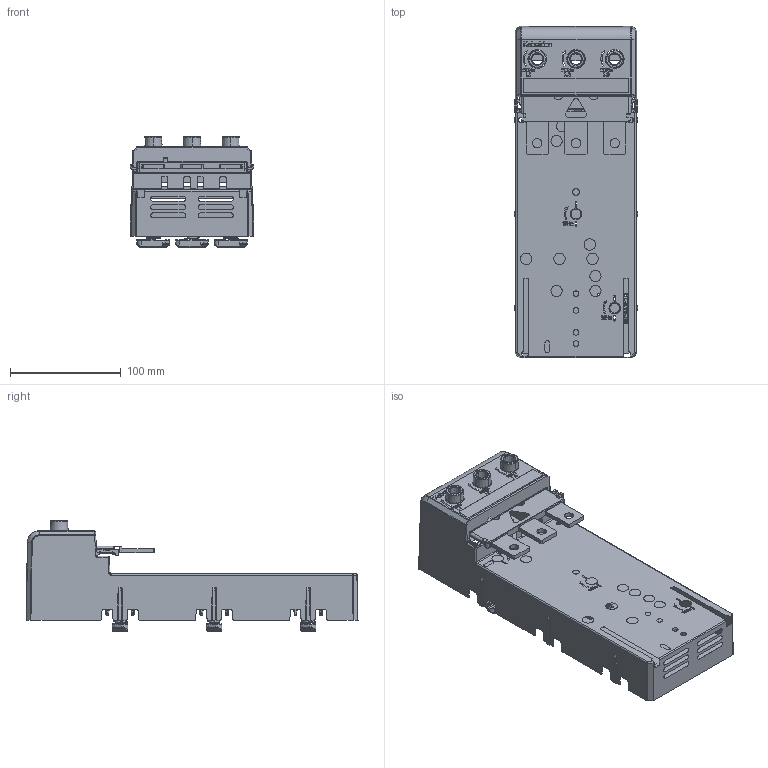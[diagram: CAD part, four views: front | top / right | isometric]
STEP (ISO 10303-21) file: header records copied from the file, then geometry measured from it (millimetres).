
FILE_DESCRIPTION (( 'STEP AP203' ), '1' );
FILE_NAME ('APXT_3_Dummy_Surface.STEP', '2017-03-17T14:43:46', ( 'Petter' ), ( '' ), 'SwSTEP 2.0', 'SolidWorks 2013', '' );
FILE_SCHEMA (( 'CONFIG_CONTROL_DESIGN' ));
Products named in the file (1): APXT_3_Dummy_Surface
Bounding box: 112 x 300 x 99.65 mm (x, y, z)
Surface area: 115011.3 mm2 (no closed solid volume)
Topology: 0 solids, 142 shells, 730 faces, 4525 edges, 3837 vertices
Faces by surface type: cylinder 306, plane 222, bspline 161, cone 41
Entity records: 69113 total; most frequent: CARTESIAN_POINT 40130, ORIENTED_EDGE 5621, DIRECTION 4565, EDGE_CURVE 4492, VERTEX_POINT 3837, VECTOR 2307, LINE 2307, AXIS2_PLACEMENT_3D 1129
